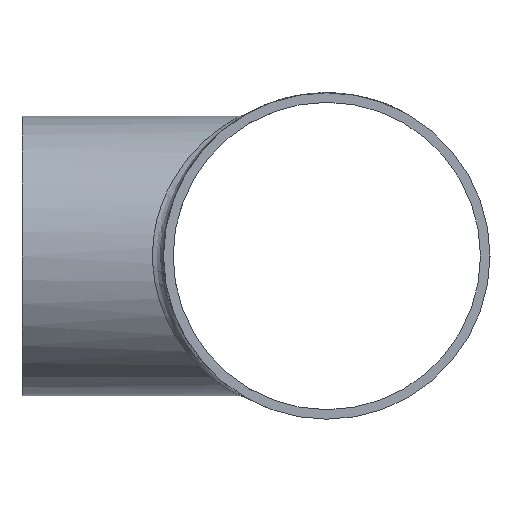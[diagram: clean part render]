
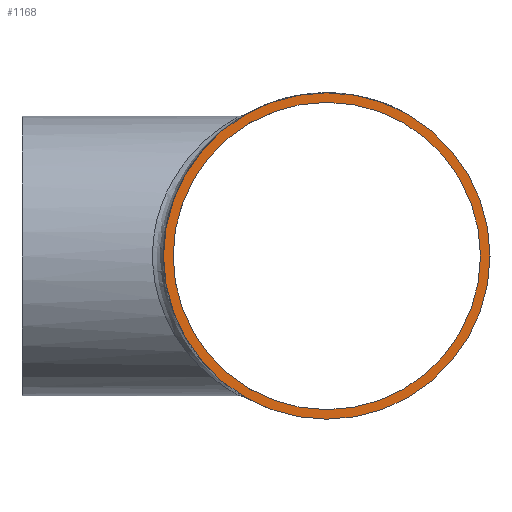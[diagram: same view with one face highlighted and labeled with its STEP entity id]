
A CAD part, left-side view. The second image highlights one B-rep face of the part: STEP entity #1168.
In plain terms, the highlighted planar face has unit normal (-1, 0, 0).
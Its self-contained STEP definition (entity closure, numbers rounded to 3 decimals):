
#23 = EDGE_CURVE ( 'NONE', #9563, #9563, #2202, .T. ) ;
#815 = PLANE ( 'NONE',  #14404 ) ;
#836 = CARTESIAN_POINT ( 'NONE',  ( -86., 0., 0. ) ) ;
#1168 = ADVANCED_FACE ( 'NONE', ( #16566, #6563 ), #815, .T. ) ;
#2179 = CARTESIAN_POINT ( 'NONE',  ( -86., 0., 41.85 ) ) ;
#2202 = CIRCLE ( 'NONE', #4776, 41.85 ) ;
#3124 = EDGE_LOOP ( 'NONE', ( #18338 ) ) ;
#4164 = DIRECTION ( 'NONE',  ( 0., 0., 1. ) ) ;
#4294 = CARTESIAN_POINT ( 'NONE',  ( -86., 0., 0. ) ) ;
#4520 = DIRECTION ( 'NONE',  ( -1., 0., 0. ) ) ;
#4776 = AXIS2_PLACEMENT_3D ( 'NONE', #836, #16625, #4164 ) ;
#5158 = VERTEX_POINT ( 'NONE', #16202 ) ;
#6563 = FACE_OUTER_BOUND ( 'NONE', #3124, .T. ) ;
#7975 = DIRECTION ( 'NONE',  ( 0., 0., 1. ) ) ;
#9508 = AXIS2_PLACEMENT_3D ( 'NONE', #20263, #9658, #11078 ) ;
#9563 = VERTEX_POINT ( 'NONE', #2179 ) ;
#9658 = DIRECTION ( 'NONE',  ( -1., 0., 0. ) ) ;
#11078 = DIRECTION ( 'NONE',  ( 0., 0., 1. ) ) ;
#12079 = ORIENTED_EDGE ( 'NONE', *, *, #23, .F. ) ;
#13804 = EDGE_LOOP ( 'NONE', ( #12079 ) ) ;
#14049 = CIRCLE ( 'NONE', #9508, 44.45 ) ;
#14404 = AXIS2_PLACEMENT_3D ( 'NONE', #4294, #4520, #7975 ) ;
#16202 = CARTESIAN_POINT ( 'NONE',  ( -86., 0., 44.45 ) ) ;
#16566 = FACE_BOUND ( 'NONE', #13804, .T. ) ;
#16625 = DIRECTION ( 'NONE',  ( -1., 0., 0. ) ) ;
#18338 = ORIENTED_EDGE ( 'NONE', *, *, #22279, .T. ) ;
#20263 = CARTESIAN_POINT ( 'NONE',  ( -86., 0., 0. ) ) ;
#22279 = EDGE_CURVE ( 'NONE', #5158, #5158, #14049, .T. ) ;
